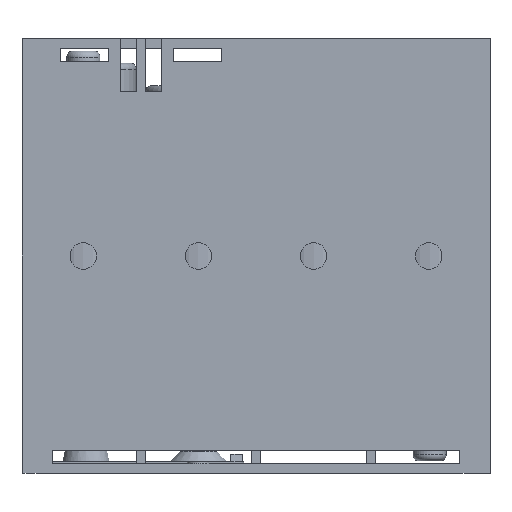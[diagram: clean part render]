
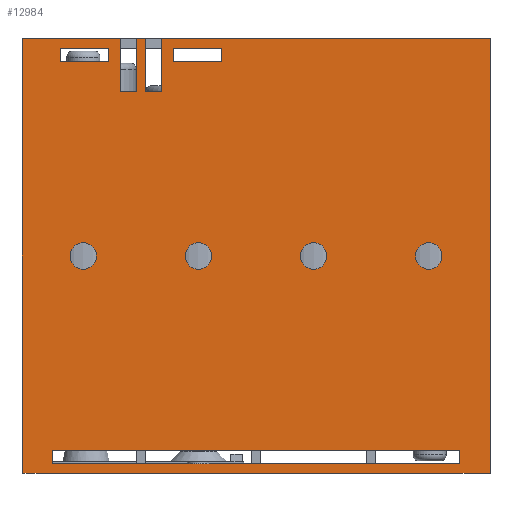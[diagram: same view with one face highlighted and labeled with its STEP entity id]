
A CAD part, front view. The second image highlights one B-rep face of the part: STEP entity #12984.
In plain terms, the highlighted planar face has unit normal (0, -1, 0).
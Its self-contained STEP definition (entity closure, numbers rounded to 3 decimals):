
#1396=LINE('',#22053,#2875);
#1404=LINE('',#22070,#2883);
#1433=LINE('',#22131,#2912);
#1439=LINE('',#22139,#2918);
#1457=LINE('',#22179,#2936);
#1479=LINE('',#22236,#2958);
#1498=LINE('',#22316,#2977);
#1506=LINE('',#22383,#2985);
#1509=LINE('',#22388,#2988);
#1512=LINE('',#22397,#2991);
#1524=LINE('',#22471,#3003);
#1546=LINE('',#22552,#3025);
#1547=LINE('',#22554,#3026);
#1548=LINE('',#22556,#3027);
#1549=LINE('',#22557,#3028);
#1550=LINE('',#22559,#3029);
#1551=LINE('',#22560,#3030);
#1552=LINE('',#22562,#3031);
#1553=LINE('',#22563,#3032);
#1554=LINE('',#22566,#3033);
#1555=LINE('',#22567,#3034);
#1556=LINE('',#22568,#3035);
#1557=LINE('',#22570,#3036);
#1558=LINE('',#22572,#3037);
#2875=VECTOR('',#16314,1000.);
#2883=VECTOR('',#16324,1000.);
#2912=VECTOR('',#16367,1000.);
#2918=VECTOR('',#16373,1000.);
#2936=VECTOR('',#16405,1000.);
#2958=VECTOR('',#16447,1000.);
#2977=VECTOR('',#16486,1000.);
#2985=VECTOR('',#16522,1000.);
#2988=VECTOR('',#16525,1000.);
#2991=VECTOR('',#16532,1000.);
#3003=VECTOR('',#16570,1000.);
#3025=VECTOR('',#16612,1000.);
#3026=VECTOR('',#16613,1000.);
#3027=VECTOR('',#16614,1000.);
#3028=VECTOR('',#16615,1000.);
#3029=VECTOR('',#16616,1000.);
#3030=VECTOR('',#16617,1000.);
#3031=VECTOR('',#16618,1000.);
#3032=VECTOR('',#16619,1000.);
#3033=VECTOR('',#16620,1000.);
#3034=VECTOR('',#16621,1000.);
#3035=VECTOR('',#16622,1000.);
#3036=VECTOR('',#16623,1000.);
#3037=VECTOR('',#16624,1000.);
#3749=PLANE('',#13747);
#7145=ORIENTED_EDGE('',*,*,#9043,.T.);
#7146=ORIENTED_EDGE('',*,*,#9221,.T.);
#7147=ORIENTED_EDGE('',*,*,#9222,.T.);
#7148=ORIENTED_EDGE('',*,*,#9223,.T.);
#7149=ORIENTED_EDGE('',*,*,#9011,.T.);
#7150=ORIENTED_EDGE('',*,*,#9155,.T.);
#7151=ORIENTED_EDGE('',*,*,#9003,.T.);
#7152=ORIENTED_EDGE('',*,*,#9224,.T.);
#7153=ORIENTED_EDGE('',*,*,#9225,.T.);
#7154=ORIENTED_EDGE('',*,*,#9163,.T.);
#7155=ORIENTED_EDGE('',*,*,#9189,.T.);
#7156=ORIENTED_EDGE('',*,*,#9132,.F.);
#7157=ORIENTED_EDGE('',*,*,#9102,.F.);
#7158=ORIENTED_EDGE('',*,*,#9158,.T.);
#7159=ORIENTED_EDGE('',*,*,#9226,.T.);
#7160=ORIENTED_EDGE('',*,*,#9227,.T.);
#7161=ORIENTED_EDGE('',*,*,#9228,.T.);
#7162=ORIENTED_EDGE('',*,*,#9229,.T.);
#7163=ORIENTED_EDGE('',*,*,#9073,.T.);
#7164=ORIENTED_EDGE('',*,*,#9230,.T.);
#7165=ORIENTED_EDGE('',*,*,#9049,.T.);
#7166=ORIENTED_EDGE('',*,*,#9231,.T.);
#7167=ORIENTED_EDGE('',*,*,#9232,.T.);
#7168=ORIENTED_EDGE('',*,*,#9233,.T.);
#7169=ORIENTED_EDGE('',*,*,#9234,.F.);
#7170=ORIENTED_EDGE('',*,*,#9235,.F.);
#7171=ORIENTED_EDGE('',*,*,#9236,.F.);
#7172=ORIENTED_EDGE('',*,*,#9237,.F.);
#9003=EDGE_CURVE('',#10331,#10330,#1396,.T.);
#9011=EDGE_CURVE('',#10339,#10338,#1404,.T.);
#9043=EDGE_CURVE('',#10364,#10363,#1433,.T.);
#9049=EDGE_CURVE('',#10366,#10365,#1439,.T.);
#9073=EDGE_CURVE('',#10381,#10380,#1457,.T.);
#9102=EDGE_CURVE('',#10406,#10407,#1479,.T.);
#9132=EDGE_CURVE('',#10407,#10429,#1498,.T.);
#9155=EDGE_CURVE('',#10338,#10331,#1506,.T.);
#9158=EDGE_CURVE('',#10406,#10447,#1509,.T.);
#9163=EDGE_CURVE('',#10452,#10451,#1512,.T.);
#9189=EDGE_CURVE('',#10451,#10429,#1524,.T.);
#9221=EDGE_CURVE('',#10363,#10494,#1546,.T.);
#9222=EDGE_CURVE('',#10494,#10495,#1547,.T.);
#9223=EDGE_CURVE('',#10495,#10364,#1548,.T.);
#9224=EDGE_CURVE('',#10330,#10496,#1549,.T.);
#9225=EDGE_CURVE('',#10496,#10452,#1550,.T.);
#9226=EDGE_CURVE('',#10447,#10497,#1551,.T.);
#9227=EDGE_CURVE('',#10497,#10339,#1552,.T.);
#9228=EDGE_CURVE('',#10498,#10499,#1553,.T.);
#9229=EDGE_CURVE('',#10499,#10381,#1554,.T.);
#9230=EDGE_CURVE('',#10380,#10498,#1555,.T.);
#9231=EDGE_CURVE('',#10365,#10500,#1556,.T.);
#9232=EDGE_CURVE('',#10500,#10501,#1557,.T.);
#9233=EDGE_CURVE('',#10501,#10366,#1558,.T.);
#9234=EDGE_CURVE('',#10502,#10502,#10647,.T.);
#9235=EDGE_CURVE('',#10503,#10503,#10648,.T.);
#9236=EDGE_CURVE('',#10504,#10504,#10649,.T.);
#9237=EDGE_CURVE('',#10505,#10505,#10650,.T.);
#10330=VERTEX_POINT('',#22052);
#10331=VERTEX_POINT('',#22054);
#10338=VERTEX_POINT('',#22069);
#10339=VERTEX_POINT('',#22071);
#10363=VERTEX_POINT('',#22130);
#10364=VERTEX_POINT('',#22132);
#10365=VERTEX_POINT('',#22138);
#10366=VERTEX_POINT('',#22140);
#10380=VERTEX_POINT('',#22178);
#10381=VERTEX_POINT('',#22180);
#10406=VERTEX_POINT('',#22237);
#10407=VERTEX_POINT('',#22238);
#10429=VERTEX_POINT('',#22317);
#10447=VERTEX_POINT('',#22387);
#10451=VERTEX_POINT('',#22396);
#10452=VERTEX_POINT('',#22398);
#10494=VERTEX_POINT('',#22553);
#10495=VERTEX_POINT('',#22555);
#10496=VERTEX_POINT('',#22558);
#10497=VERTEX_POINT('',#22561);
#10498=VERTEX_POINT('',#22564);
#10499=VERTEX_POINT('',#22565);
#10500=VERTEX_POINT('',#22569);
#10501=VERTEX_POINT('',#22571);
#10502=VERTEX_POINT('',#22574);
#10503=VERTEX_POINT('',#22576);
#10504=VERTEX_POINT('',#22578);
#10505=VERTEX_POINT('',#22580);
#10647=CIRCLE('',#13748,1.75);
#10648=CIRCLE('',#13749,1.75);
#10649=CIRCLE('',#13750,1.75);
#10650=CIRCLE('',#13751,1.75);
#11343=EDGE_LOOP('',(#7145,#7146,#7147,#7148));
#11344=EDGE_LOOP('',(#7149,#7150,#7151,#7152,#7153,#7154,#7155,#7156,#7157,
#7158,#7159,#7160));
#11345=EDGE_LOOP('',(#7161,#7162,#7163,#7164));
#11346=EDGE_LOOP('',(#7165,#7166,#7167,#7168));
#11347=EDGE_LOOP('',(#7169));
#11348=EDGE_LOOP('',(#7170));
#11349=EDGE_LOOP('',(#7171));
#11350=EDGE_LOOP('',(#7172));
#12122=FACE_BOUND('',#11343,.T.);
#12123=FACE_BOUND('',#11344,.T.);
#12124=FACE_BOUND('',#11345,.T.);
#12125=FACE_BOUND('',#11346,.T.);
#12126=FACE_BOUND('',#11347,.T.);
#12127=FACE_BOUND('',#11348,.T.);
#12128=FACE_BOUND('',#11349,.T.);
#12129=FACE_BOUND('',#11350,.T.);
#12984=ADVANCED_FACE('',(#12122,#12123,#12124,#12125,#12126,#12127,#12128,
#12129),#3749,.T.);
#13747=AXIS2_PLACEMENT_3D('',#22551,#16610,#16611);
#13748=AXIS2_PLACEMENT_3D('',#22573,#16625,#16626);
#13749=AXIS2_PLACEMENT_3D('',#22575,#16627,#16628);
#13750=AXIS2_PLACEMENT_3D('',#22577,#16629,#16630);
#13751=AXIS2_PLACEMENT_3D('',#22579,#16631,#16632);
#16314=DIRECTION('',(0.,0.,-1.));
#16324=DIRECTION('',(0.,0.,1.));
#16367=DIRECTION('',(1.,0.,0.));
#16373=DIRECTION('',(1.,0.,0.));
#16405=DIRECTION('',(-1.,0.,0.));
#16447=DIRECTION('',(0.,0.,-1.));
#16486=DIRECTION('',(-1.,0.,0.));
#16522=DIRECTION('',(-1.,0.,0.));
#16525=DIRECTION('',(-1.,0.,0.));
#16532=DIRECTION('',(-1.,0.,0.));
#16570=DIRECTION('',(0.,0.,-1.));
#16610=DIRECTION('',(0.,-1.,0.));
#16611=DIRECTION('',(1.,0.,0.));
#16612=DIRECTION('',(0.,0.,-1.));
#16613=DIRECTION('',(-1.,0.,0.));
#16614=DIRECTION('',(0.,0.,1.));
#16615=DIRECTION('',(-1.,0.,0.));
#16616=DIRECTION('',(0.,0.,1.));
#16617=DIRECTION('',(0.,0.,-1.));
#16618=DIRECTION('',(-1.,0.,0.));
#16619=DIRECTION('',(1.,0.,0.));
#16620=DIRECTION('',(0.,0.,-1.));
#16621=DIRECTION('',(0.,0.,1.));
#16622=DIRECTION('',(0.,0.,-1.));
#16623=DIRECTION('',(-1.,0.,0.));
#16624=DIRECTION('',(0.,0.,1.));
#16625=DIRECTION('',(0.,-1.,0.));
#16626=DIRECTION('',(0.,0.,-1.));
#16627=DIRECTION('',(0.,-1.,0.));
#16628=DIRECTION('',(0.,0.,-1.));
#16629=DIRECTION('',(0.,-1.,0.));
#16630=DIRECTION('',(0.,0.,-1.));
#16631=DIRECTION('',(0.,-1.,0.));
#16632=DIRECTION('',(0.,0.,-1.));
#22052=CARTESIAN_POINT('',(-15.8,-8.,21.75));
#22053=CARTESIAN_POINT('',(-15.8,-8.,21.75));
#22054=CARTESIAN_POINT('',(-15.8,-8.,28.75));
#22069=CARTESIAN_POINT('',(-14.7,-8.,28.75));
#22070=CARTESIAN_POINT('',(-14.7,-8.,28.75));
#22071=CARTESIAN_POINT('',(-14.7,-8.,21.75));
#22130=CARTESIAN_POINT('',(-4.58,-8.,27.55));
#22131=CARTESIAN_POINT('',(-4.58,-8.,27.55));
#22132=CARTESIAN_POINT('',(-10.98,-8.,27.55));
#22138=CARTESIAN_POINT('',(-19.52,-8.,27.55));
#22139=CARTESIAN_POINT('',(-19.52,-8.,27.55));
#22140=CARTESIAN_POINT('',(-25.92,-8.,27.55));
#22178=CARTESIAN_POINT('',(-27.,-8.,-27.55));
#22179=CARTESIAN_POINT('',(-27.,-8.,-27.55));
#22180=CARTESIAN_POINT('',(27.,-8.,-27.55));
#22236=CARTESIAN_POINT('',(31.,-8.,28.75));
#22237=CARTESIAN_POINT('',(31.,-8.,28.75));
#22238=CARTESIAN_POINT('',(31.,-8.,-28.75));
#22316=CARTESIAN_POINT('',(-31.,-8.,-28.75));
#22317=CARTESIAN_POINT('',(-31.,-8.,-28.75));
#22383=CARTESIAN_POINT('',(-31.,-8.,28.75));
#22387=CARTESIAN_POINT('',(-12.5,-8.,28.75));
#22388=CARTESIAN_POINT('',(-31.,-8.,28.75));
#22396=CARTESIAN_POINT('',(-31.,-8.,28.75));
#22397=CARTESIAN_POINT('',(-31.,-8.,28.75));
#22398=CARTESIAN_POINT('',(-18.,-8.,28.75));
#22471=CARTESIAN_POINT('',(-31.,-8.,28.75));
#22551=CARTESIAN_POINT('',(-31.,-8.,28.75));
#22552=CARTESIAN_POINT('',(-4.58,-8.,25.75));
#22553=CARTESIAN_POINT('',(-4.58,-8.,25.75));
#22554=CARTESIAN_POINT('',(-10.98,-8.,25.75));
#22555=CARTESIAN_POINT('',(-10.98,-8.,25.75));
#22556=CARTESIAN_POINT('',(-10.98,-8.,27.55));
#22557=CARTESIAN_POINT('',(-18.,-8.,21.75));
#22558=CARTESIAN_POINT('',(-18.,-8.,21.75));
#22559=CARTESIAN_POINT('',(-18.,-8.,28.75));
#22560=CARTESIAN_POINT('',(-12.5,-8.,21.75));
#22561=CARTESIAN_POINT('',(-12.5,-8.,21.75));
#22562=CARTESIAN_POINT('',(-14.7,-8.,21.75));
#22563=CARTESIAN_POINT('',(27.,-8.,-25.75));
#22564=CARTESIAN_POINT('',(-27.,-8.,-25.75));
#22565=CARTESIAN_POINT('',(27.,-8.,-25.75));
#22566=CARTESIAN_POINT('',(27.,-8.,-27.55));
#22567=CARTESIAN_POINT('',(-27.,-8.,-25.75));
#22568=CARTESIAN_POINT('',(-19.52,-8.,25.75));
#22569=CARTESIAN_POINT('',(-19.52,-8.,25.75));
#22570=CARTESIAN_POINT('',(-25.92,-8.,25.75));
#22571=CARTESIAN_POINT('',(-25.92,-8.,25.75));
#22572=CARTESIAN_POINT('',(-25.92,-8.,27.55));
#22573=CARTESIAN_POINT('',(-7.625,-8.,0.));
#22574=CARTESIAN_POINT('',(-7.625,-8.,-1.75));
#22575=CARTESIAN_POINT('',(7.625,-8.,0.));
#22576=CARTESIAN_POINT('',(7.625,-8.,-1.75));
#22577=CARTESIAN_POINT('',(22.875,-8.,0.));
#22578=CARTESIAN_POINT('',(22.875,-8.,-1.75));
#22579=CARTESIAN_POINT('',(-22.875,-8.,0.));
#22580=CARTESIAN_POINT('',(-22.875,-8.,-1.75));
